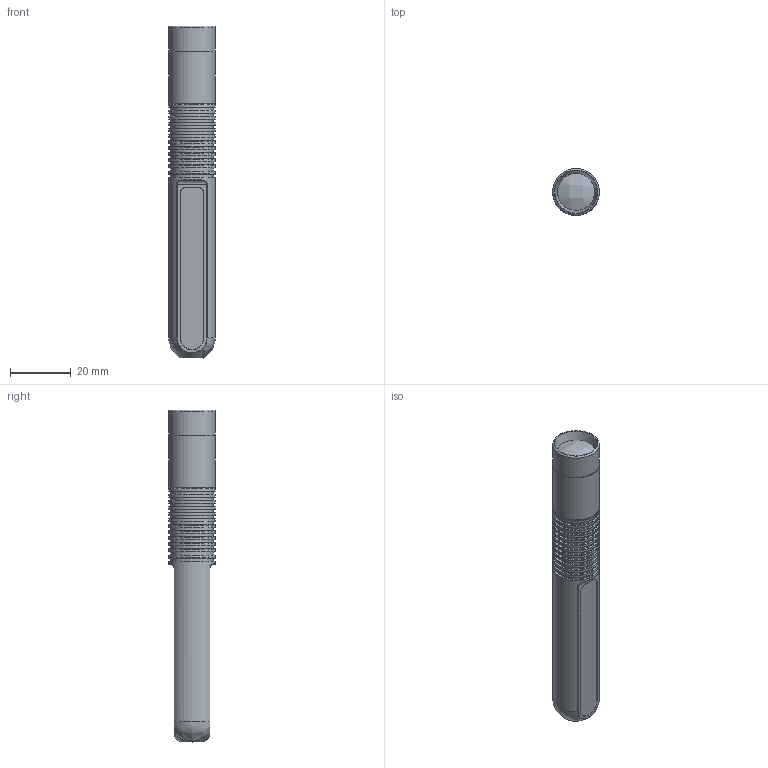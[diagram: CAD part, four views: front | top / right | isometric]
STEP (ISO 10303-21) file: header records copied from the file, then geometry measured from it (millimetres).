
FILE_DESCRIPTION (( 'STEP AP203' ), '1' );
FILE_NAME ('Wand Assembly PrimeCure.STEP', '2017-11-29T16:13:37', ( '' ), ( '' ), 'SwSTEP 2.0', 'SolidWorks 2017', '' );
FILE_SCHEMA (( 'CONFIG_CONTROL_DESIGN' ));
Length unit declared in the file: inch
Products named in the file (1): Wand Assembly PrimeCure
Bounding box: 15.4 x 15.4 x 109.6 mm (x, y, z)
Volume: 18182.5 mm3; surface area: 6386.8 mm2
Topology: 1 solids, 1 shells, 136 faces, 320 edges, 216 vertices
Faces by surface type: plane 48, cylinder 46, bspline 40, torus 2
Full cylindrical faces by diameter (mm): 14 x13, 15.4 x15
Entity records: 6312 total; most frequent: CARTESIAN_POINT 3746, ORIENTED_EDGE 466, DIRECTION 458, EDGE_CURVE 233, EDGE_LOOP 228, AXIS2_PLACEMENT_3D 199, FACE_OUTER_BOUND 196, VERTEX_POINT 191
